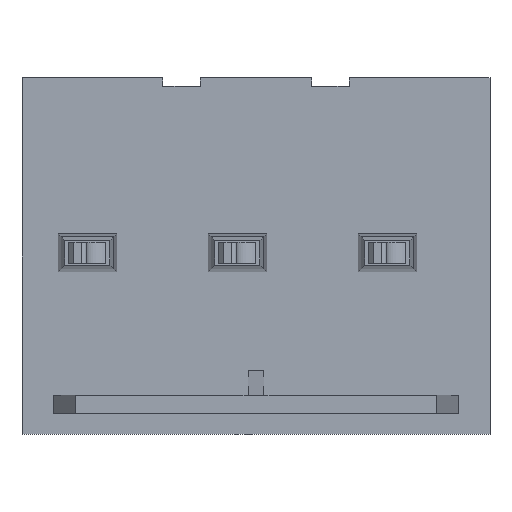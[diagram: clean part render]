
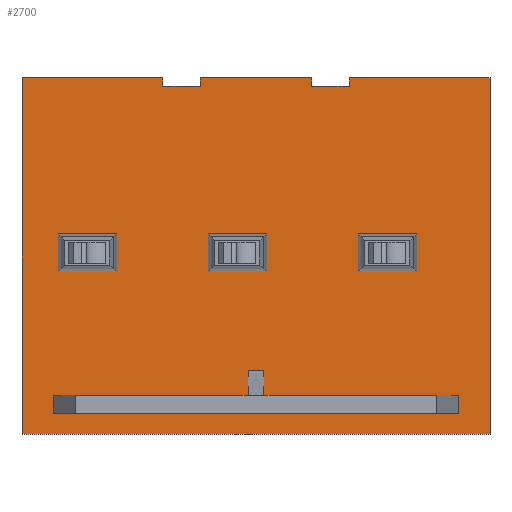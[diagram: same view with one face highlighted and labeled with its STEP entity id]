
A CAD part, front view. The second image highlights one B-rep face of the part: STEP entity #2700.
In plain terms, the highlighted planar face has unit normal (0, -1, 0).
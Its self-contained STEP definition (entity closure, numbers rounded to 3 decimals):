
#87=LINE('',#3740,#445);
#88=LINE('',#3742,#446);
#89=LINE('',#3744,#447);
#90=LINE('',#3746,#448);
#91=LINE('',#3748,#449);
#92=LINE('',#3750,#450);
#93=LINE('',#3752,#451);
#94=LINE('',#3754,#452);
#95=LINE('',#3756,#453);
#96=LINE('',#3758,#454);
#97=LINE('',#3760,#455);
#98=LINE('',#3761,#456);
#99=LINE('',#3764,#457);
#100=LINE('',#3766,#458);
#101=LINE('',#3768,#459);
#102=LINE('',#3770,#460);
#103=LINE('',#3772,#461);
#104=LINE('',#3774,#462);
#105=LINE('',#3776,#463);
#106=LINE('',#3777,#464);
#107=LINE('',#3780,#465);
#108=LINE('',#3782,#466);
#109=LINE('',#3784,#467);
#110=LINE('',#3785,#468);
#111=LINE('',#3788,#469);
#112=LINE('',#3790,#470);
#113=LINE('',#3792,#471);
#114=LINE('',#3793,#472);
#115=LINE('',#3796,#473);
#116=LINE('',#3798,#474);
#117=LINE('',#3800,#475);
#118=LINE('',#3801,#476);
#445=VECTOR('',#3043,44.);
#446=VECTOR('',#3044,33.5);
#447=VECTOR('',#3045,13.25);
#448=VECTOR('',#3046,0.8);
#449=VECTOR('',#3047,3.5);
#450=VECTOR('',#3048,0.8);
#451=VECTOR('',#3049,10.5);
#452=VECTOR('',#3050,0.8);
#453=VECTOR('',#3051,3.5);
#454=VECTOR('',#3052,0.8);
#455=VECTOR('',#3053,13.25);
#456=VECTOR('',#3054,33.5);
#457=VECTOR('',#3055,2.3);
#458=VECTOR('',#3056,1.5);
#459=VECTOR('',#3057,2.3);
#460=VECTOR('',#3058,18.25);
#461=VECTOR('',#3059,1.7);
#462=VECTOR('',#3060,38.);
#463=VECTOR('',#3061,1.7);
#464=VECTOR('',#3062,18.25);
#465=VECTOR('',#3063,5.5);
#466=VECTOR('',#3064,3.6);
#467=VECTOR('',#3065,5.5);
#468=VECTOR('',#3066,3.6);
#469=VECTOR('',#3067,5.5);
#470=VECTOR('',#3068,3.6);
#471=VECTOR('',#3069,5.5);
#472=VECTOR('',#3070,3.6);
#473=VECTOR('',#3071,5.5);
#474=VECTOR('',#3072,3.6);
#475=VECTOR('',#3073,5.5);
#476=VECTOR('',#3074,3.6);
#803=PLANE('',#2860);
#949=FACE_BOUND('',#1127,.T.);
#950=FACE_BOUND('',#1128,.T.);
#951=FACE_BOUND('',#1129,.T.);
#952=FACE_BOUND('',#1130,.T.);
#971=FACE_OUTER_BOUND('',#1126,.T.);
#1126=EDGE_LOOP('',(#1942,#1943,#1944,#1945,#1946,#1947,#1948,#1949,#1950,
#1951,#1952,#1953));
#1127=EDGE_LOOP('',(#1954,#1955,#1956,#1957,#1958,#1959,#1960,#1961));
#1128=EDGE_LOOP('',(#1962,#1963,#1964,#1965));
#1129=EDGE_LOOP('',(#1966,#1967,#1968,#1969));
#1130=EDGE_LOOP('',(#1970,#1971,#1972,#1973));
#1318=VERTEX_POINT('',#3738);
#1319=VERTEX_POINT('',#3739);
#1320=VERTEX_POINT('',#3741);
#1321=VERTEX_POINT('',#3743);
#1322=VERTEX_POINT('',#3745);
#1323=VERTEX_POINT('',#3747);
#1324=VERTEX_POINT('',#3749);
#1325=VERTEX_POINT('',#3751);
#1326=VERTEX_POINT('',#3753);
#1327=VERTEX_POINT('',#3755);
#1328=VERTEX_POINT('',#3757);
#1329=VERTEX_POINT('',#3759);
#1330=VERTEX_POINT('',#3762);
#1331=VERTEX_POINT('',#3763);
#1332=VERTEX_POINT('',#3765);
#1333=VERTEX_POINT('',#3767);
#1334=VERTEX_POINT('',#3769);
#1335=VERTEX_POINT('',#3771);
#1336=VERTEX_POINT('',#3773);
#1337=VERTEX_POINT('',#3775);
#1338=VERTEX_POINT('',#3778);
#1339=VERTEX_POINT('',#3779);
#1340=VERTEX_POINT('',#3781);
#1341=VERTEX_POINT('',#3783);
#1342=VERTEX_POINT('',#3786);
#1343=VERTEX_POINT('',#3787);
#1344=VERTEX_POINT('',#3789);
#1345=VERTEX_POINT('',#3791);
#1346=VERTEX_POINT('',#3794);
#1347=VERTEX_POINT('',#3795);
#1348=VERTEX_POINT('',#3797);
#1349=VERTEX_POINT('',#3799);
#1566=EDGE_CURVE('',#1318,#1319,#87,.T.);
#1567=EDGE_CURVE('',#1319,#1320,#88,.T.);
#1568=EDGE_CURVE('',#1320,#1321,#89,.T.);
#1569=EDGE_CURVE('',#1321,#1322,#90,.T.);
#1570=EDGE_CURVE('',#1322,#1323,#91,.T.);
#1571=EDGE_CURVE('',#1323,#1324,#92,.T.);
#1572=EDGE_CURVE('',#1324,#1325,#93,.T.);
#1573=EDGE_CURVE('',#1325,#1326,#94,.T.);
#1574=EDGE_CURVE('',#1326,#1327,#95,.T.);
#1575=EDGE_CURVE('',#1327,#1328,#96,.T.);
#1576=EDGE_CURVE('',#1328,#1329,#97,.T.);
#1577=EDGE_CURVE('',#1329,#1318,#98,.T.);
#1578=EDGE_CURVE('',#1330,#1331,#99,.T.);
#1579=EDGE_CURVE('',#1332,#1331,#100,.T.);
#1580=EDGE_CURVE('',#1332,#1333,#101,.T.);
#1581=EDGE_CURVE('',#1333,#1334,#102,.T.);
#1582=EDGE_CURVE('',#1335,#1334,#103,.T.);
#1583=EDGE_CURVE('',#1335,#1336,#104,.T.);
#1584=EDGE_CURVE('',#1336,#1337,#105,.T.);
#1585=EDGE_CURVE('',#1337,#1330,#106,.T.);
#1586=EDGE_CURVE('',#1338,#1339,#107,.T.);
#1587=EDGE_CURVE('',#1339,#1340,#108,.T.);
#1588=EDGE_CURVE('',#1340,#1341,#109,.T.);
#1589=EDGE_CURVE('',#1341,#1338,#110,.T.);
#1590=EDGE_CURVE('',#1342,#1343,#111,.T.);
#1591=EDGE_CURVE('',#1343,#1344,#112,.T.);
#1592=EDGE_CURVE('',#1344,#1345,#113,.T.);
#1593=EDGE_CURVE('',#1345,#1342,#114,.T.);
#1594=EDGE_CURVE('',#1346,#1347,#115,.T.);
#1595=EDGE_CURVE('',#1347,#1348,#116,.T.);
#1596=EDGE_CURVE('',#1348,#1349,#117,.T.);
#1597=EDGE_CURVE('',#1349,#1346,#118,.T.);
#1942=ORIENTED_EDGE('',*,*,#1566,.T.);
#1943=ORIENTED_EDGE('',*,*,#1567,.T.);
#1944=ORIENTED_EDGE('',*,*,#1568,.T.);
#1945=ORIENTED_EDGE('',*,*,#1569,.T.);
#1946=ORIENTED_EDGE('',*,*,#1570,.T.);
#1947=ORIENTED_EDGE('',*,*,#1571,.T.);
#1948=ORIENTED_EDGE('',*,*,#1572,.T.);
#1949=ORIENTED_EDGE('',*,*,#1573,.T.);
#1950=ORIENTED_EDGE('',*,*,#1574,.T.);
#1951=ORIENTED_EDGE('',*,*,#1575,.T.);
#1952=ORIENTED_EDGE('',*,*,#1576,.T.);
#1953=ORIENTED_EDGE('',*,*,#1577,.T.);
#1954=ORIENTED_EDGE('',*,*,#1578,.T.);
#1955=ORIENTED_EDGE('',*,*,#1579,.F.);
#1956=ORIENTED_EDGE('',*,*,#1580,.T.);
#1957=ORIENTED_EDGE('',*,*,#1581,.T.);
#1958=ORIENTED_EDGE('',*,*,#1582,.F.);
#1959=ORIENTED_EDGE('',*,*,#1583,.T.);
#1960=ORIENTED_EDGE('',*,*,#1584,.T.);
#1961=ORIENTED_EDGE('',*,*,#1585,.T.);
#1962=ORIENTED_EDGE('',*,*,#1586,.T.);
#1963=ORIENTED_EDGE('',*,*,#1587,.T.);
#1964=ORIENTED_EDGE('',*,*,#1588,.T.);
#1965=ORIENTED_EDGE('',*,*,#1589,.T.);
#1966=ORIENTED_EDGE('',*,*,#1590,.T.);
#1967=ORIENTED_EDGE('',*,*,#1591,.T.);
#1968=ORIENTED_EDGE('',*,*,#1592,.T.);
#1969=ORIENTED_EDGE('',*,*,#1593,.T.);
#1970=ORIENTED_EDGE('',*,*,#1594,.T.);
#1971=ORIENTED_EDGE('',*,*,#1595,.T.);
#1972=ORIENTED_EDGE('',*,*,#1596,.T.);
#1973=ORIENTED_EDGE('',*,*,#1597,.T.);
#2700=ADVANCED_FACE('',(#971,#949,#950,#951,#952),#803,.T.);
#2860=AXIS2_PLACEMENT_3D('',#3737,#3041,#3042);
#3041=DIRECTION('center_axis',(0.,-1.,0.));
#3042=DIRECTION('ref_axis',(0.,0.,-1.));
#3043=DIRECTION('',(1.,0.,0.));
#3044=DIRECTION('',(0.,0.,1.));
#3045=DIRECTION('',(-1.,0.,0.));
#3046=DIRECTION('',(0.,0.,-1.));
#3047=DIRECTION('',(-1.,0.,0.));
#3048=DIRECTION('',(0.,0.,1.));
#3049=DIRECTION('',(-1.,0.,0.));
#3050=DIRECTION('',(0.,0.,-1.));
#3051=DIRECTION('',(-1.,0.,0.));
#3052=DIRECTION('',(0.,0.,1.));
#3053=DIRECTION('',(-1.,0.,0.));
#3054=DIRECTION('',(0.,0.,-1.));
#3055=DIRECTION('',(0.,0.,1.));
#3056=DIRECTION('',(-1.,0.,0.));
#3057=DIRECTION('',(0.,0.,-1.));
#3058=DIRECTION('',(1.,0.,0.));
#3059=DIRECTION('',(0.,0.,1.));
#3060=DIRECTION('',(-1.,0.,0.));
#3061=DIRECTION('',(0.,0.,1.));
#3062=DIRECTION('',(1.,0.,0.));
#3063=DIRECTION('',(-1.,0.,0.));
#3064=DIRECTION('',(0.,0.,1.));
#3065=DIRECTION('',(1.,0.,0.));
#3066=DIRECTION('',(0.,0.,-1.));
#3067=DIRECTION('',(-1.,0.,0.));
#3068=DIRECTION('',(0.,0.,1.));
#3069=DIRECTION('',(1.,0.,0.));
#3070=DIRECTION('',(0.,0.,-1.));
#3071=DIRECTION('',(-1.,0.,0.));
#3072=DIRECTION('',(0.,0.,1.));
#3073=DIRECTION('',(1.,0.,0.));
#3074=DIRECTION('',(0.,0.,-1.));
#3737=CARTESIAN_POINT('Origin',(67.,100.,16.35));
#3738=CARTESIAN_POINT('',(45.,100.,0.));
#3739=CARTESIAN_POINT('',(89.,100.,0.));
#3740=CARTESIAN_POINT('',(67.,100.,0.));
#3741=CARTESIAN_POINT('',(89.,100.,33.5));
#3742=CARTESIAN_POINT('',(89.,100.,16.35));
#3743=CARTESIAN_POINT('',(75.75,100.,33.5));
#3744=CARTESIAN_POINT('',(67.,100.,33.5));
#3745=CARTESIAN_POINT('',(75.75,100.,32.7));
#3746=CARTESIAN_POINT('',(75.75,100.,33.1));
#3747=CARTESIAN_POINT('',(72.25,100.,32.7));
#3748=CARTESIAN_POINT('',(67.,100.,32.7));
#3749=CARTESIAN_POINT('',(72.25,100.,33.5));
#3750=CARTESIAN_POINT('',(72.25,100.,33.1));
#3751=CARTESIAN_POINT('',(61.75,100.,33.5));
#3752=CARTESIAN_POINT('',(67.,100.,33.5));
#3753=CARTESIAN_POINT('',(61.75,100.,32.7));
#3754=CARTESIAN_POINT('',(61.75,100.,33.1));
#3755=CARTESIAN_POINT('',(58.25,100.,32.7));
#3756=CARTESIAN_POINT('',(67.,100.,32.7));
#3757=CARTESIAN_POINT('',(58.25,100.,33.5));
#3758=CARTESIAN_POINT('',(58.25,100.,33.1));
#3759=CARTESIAN_POINT('',(45.,100.,33.5));
#3760=CARTESIAN_POINT('',(67.,100.,33.5));
#3761=CARTESIAN_POINT('',(45.,100.,16.35));
#3762=CARTESIAN_POINT('',(66.25,100.,3.65));
#3763=CARTESIAN_POINT('',(66.25,100.,5.95));
#3764=CARTESIAN_POINT('',(66.25,100.,16.35));
#3765=CARTESIAN_POINT('',(67.75,100.,5.95));
#3766=CARTESIAN_POINT('',(67.75,100.,5.95));
#3767=CARTESIAN_POINT('',(67.75,100.,3.65));
#3768=CARTESIAN_POINT('',(67.75,100.,16.35));
#3769=CARTESIAN_POINT('',(86.,100.,3.65));
#3770=CARTESIAN_POINT('',(67.,100.,3.65));
#3771=CARTESIAN_POINT('',(86.,100.,1.95));
#3772=CARTESIAN_POINT('',(86.,100.,3.65));
#3773=CARTESIAN_POINT('',(48.,100.,1.95));
#3774=CARTESIAN_POINT('',(67.,100.,1.95));
#3775=CARTESIAN_POINT('',(48.,100.,3.65));
#3776=CARTESIAN_POINT('',(48.,100.,3.65));
#3777=CARTESIAN_POINT('',(67.,100.,3.65));
#3778=CARTESIAN_POINT('',(53.9,100.,15.25));
#3779=CARTESIAN_POINT('',(48.4,100.,15.25));
#3780=CARTESIAN_POINT('',(67.,100.,15.25));
#3781=CARTESIAN_POINT('',(48.4,100.,18.85));
#3782=CARTESIAN_POINT('',(48.4,100.,16.35));
#3783=CARTESIAN_POINT('',(53.9,100.,18.85));
#3784=CARTESIAN_POINT('',(67.,100.,18.85));
#3785=CARTESIAN_POINT('',(53.9,100.,16.35));
#3786=CARTESIAN_POINT('',(68.,100.,15.25));
#3787=CARTESIAN_POINT('',(62.5,100.,15.25));
#3788=CARTESIAN_POINT('',(67.,100.,15.25));
#3789=CARTESIAN_POINT('',(62.5,100.,18.85));
#3790=CARTESIAN_POINT('',(62.5,100.,16.35));
#3791=CARTESIAN_POINT('',(68.,100.,18.85));
#3792=CARTESIAN_POINT('',(67.,100.,18.85));
#3793=CARTESIAN_POINT('',(68.,100.,16.35));
#3794=CARTESIAN_POINT('',(82.1,100.,15.25));
#3795=CARTESIAN_POINT('',(76.6,100.,15.25));
#3796=CARTESIAN_POINT('',(67.,100.,15.25));
#3797=CARTESIAN_POINT('',(76.6,100.,18.85));
#3798=CARTESIAN_POINT('',(76.6,100.,16.35));
#3799=CARTESIAN_POINT('',(82.1,100.,18.85));
#3800=CARTESIAN_POINT('',(67.,100.,18.85));
#3801=CARTESIAN_POINT('',(82.1,100.,16.35));
